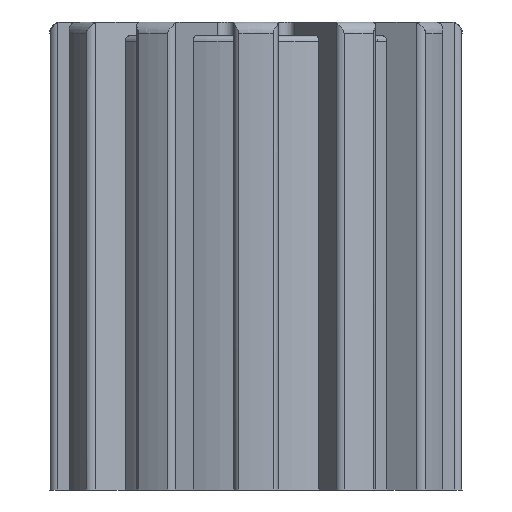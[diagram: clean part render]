
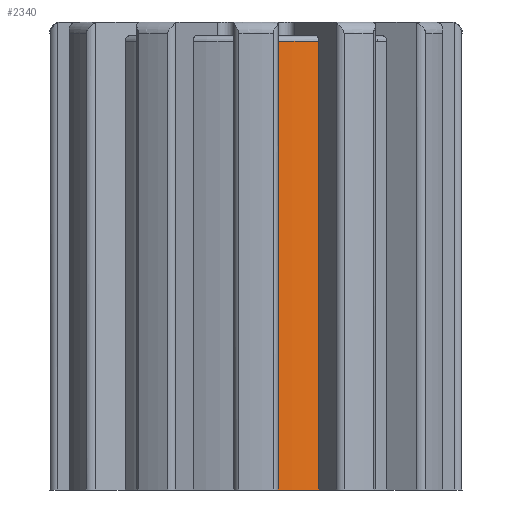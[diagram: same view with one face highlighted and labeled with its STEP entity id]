
A CAD part, front view. The second image highlights one B-rep face of the part: STEP entity #2340.
In plain terms, the highlighted cylindrical face has radius 6 mm (diameter 12 mm), a partial arc.
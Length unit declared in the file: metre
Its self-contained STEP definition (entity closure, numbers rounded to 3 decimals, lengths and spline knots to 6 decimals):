
#142=CYLINDRICAL_SURFACE('',#2572,0.006);
#241=CIRCLE('',#2513,0.006);
#262=CIRCLE('',#2573,0.006);
#671=ORIENTED_EDGE('',*,*,#1298,.T.);
#672=ORIENTED_EDGE('',*,*,#1299,.T.);
#673=ORIENTED_EDGE('',*,*,#1300,.F.);
#674=ORIENTED_EDGE('',*,*,#1162,.T.);
#1162=EDGE_CURVE('',#1524,#1523,#241,.T.);
#1298=EDGE_CURVE('',#1523,#1602,#1775,.T.);
#1299=EDGE_CURVE('',#1602,#1603,#262,.F.);
#1300=EDGE_CURVE('',#1524,#1603,#1776,.T.);
#1523=VERTEX_POINT('',#3627);
#1524=VERTEX_POINT('',#3629);
#1602=VERTEX_POINT('',#4030);
#1603=VERTEX_POINT('',#4034);
#1775=LINE('',#4031,#1947);
#1776=LINE('',#4035,#1948);
#1947=VECTOR('',#3099,1.);
#1948=VECTOR('',#3104,1.);
#2040=EDGE_LOOP('',(#671,#672,#673,#674));
#2170=FACE_BOUND('',#2040,.T.);
#2340=ADVANCED_FACE('',(#2170),#142,.T.);
#2513=AXIS2_PLACEMENT_3D('',#3628,#2911,#2912);
#2572=AXIS2_PLACEMENT_3D('',#4032,#3100,#3101);
#2573=AXIS2_PLACEMENT_3D('',#4033,#3102,#3103);
#2911=DIRECTION('',(0.,0.,1.));
#2912=DIRECTION('',(1.,0.,0.));
#3099=DIRECTION('',(0.,0.,1.));
#3100=DIRECTION('',(0.,0.,1.));
#3101=DIRECTION('',(1.,0.,0.));
#3102=DIRECTION('',(0.,0.,1.));
#3103=DIRECTION('',(1.,0.,0.));
#3104=DIRECTION('',(0.,0.,1.));
#3627=CARTESIAN_POINT('',(0.00228,-0.00555,0.));
#3628=CARTESIAN_POINT('',(0.,0.,0.));
#3629=CARTESIAN_POINT('',(0.0008,-0.005946,0.));
#4030=CARTESIAN_POINT('',(0.00228,-0.00555,0.0163));
#4031=CARTESIAN_POINT('',(0.00228,-0.00555,-0.008));
#4032=CARTESIAN_POINT('',(0.,0.,-0.008));
#4033=CARTESIAN_POINT('',(0.,0.,0.0163));
#4034=CARTESIAN_POINT('',(0.0008,-0.005946,0.0163));
#4035=CARTESIAN_POINT('',(0.0008,-0.005946,-0.008));
